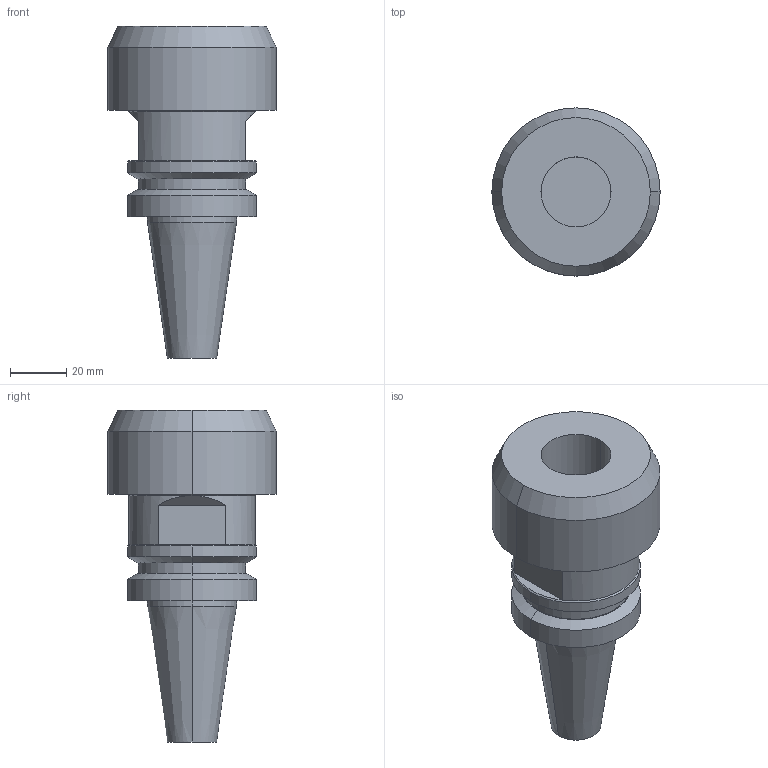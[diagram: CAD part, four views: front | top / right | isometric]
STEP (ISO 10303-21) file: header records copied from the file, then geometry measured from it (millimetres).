
FILE_DESCRIPTION (( 'STEP AP203' ), '1' );
FILE_NAME ('STP-16001-W.STEP', '2018-12-26T06:19:45', ( '' ), ( '' ), 'SwSTEP 2.0', 'SolidWorks 2017', '' );
FILE_SCHEMA (( 'CONFIG_CONTROL_DESIGN' ));
Length unit declared in the file: millimetre
Products named in the file (1): STP-16001-W
Bounding box: 60 x 60 x 118.4 mm (x, y, z)
Volume: 135281.7 mm3; surface area: 25881.3 mm2
Topology: 1 solids, 1 shells, 55 faces, 112 edges, 67 vertices
Faces by surface type: cylinder 24, plane 17, cone 14
Entity records: 1511 total; most frequent: DIRECTION 280, CARTESIAN_POINT 245, ORIENTED_EDGE 220, AXIS2_PLACEMENT_3D 118, EDGE_CURVE 110, VERTEX_POINT 67, EDGE_LOOP 65, CIRCLE 62
